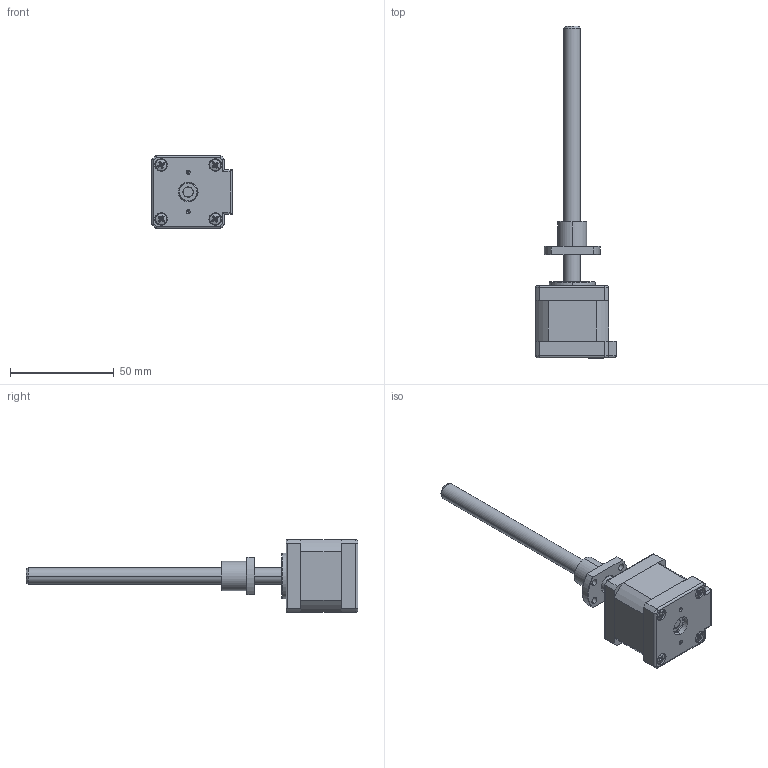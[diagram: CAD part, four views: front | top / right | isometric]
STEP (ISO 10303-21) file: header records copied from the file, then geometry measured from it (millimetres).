
FILE_DESCRIPTION (( 'STEP AP203' ), '1' );
FILE_NAME ('BE143S-B0801-125-AK1-0-150.STEP', '2019-04-10T06:46:34', ( 'Sky123.Org' ), ( 'Sky123.Org' ), 'SwSTEP 2.0', 'SolidWorks 2014', '' );
FILE_SCHEMA (( 'CONFIG_CONTROL_DESIGN' ));
Length unit declared in the file: millimetre
Products named in the file (1): BE143S-B0801-125-AK1-0-150
Bounding box: 38.7 x 159.6 x 35 mm (x, y, z)
Surface area: 15393.3 mm2 (no closed solid volume)
Topology: 0 solids, 16 shells, 272 faces, 848 edges, 578 vertices
Faces by surface type: cylinder 96, plane 90, cone 66, torus 12, sphere 8
Entity records: 9960 total; most frequent: CARTESIAN_POINT 2345, DIRECTION 1616, ORIENTED_EDGE 1438, EDGE_CURVE 844, AXIS2_PLACEMENT_3D 619, VERTEX_POINT 578, LINE 378, VECTOR 378
